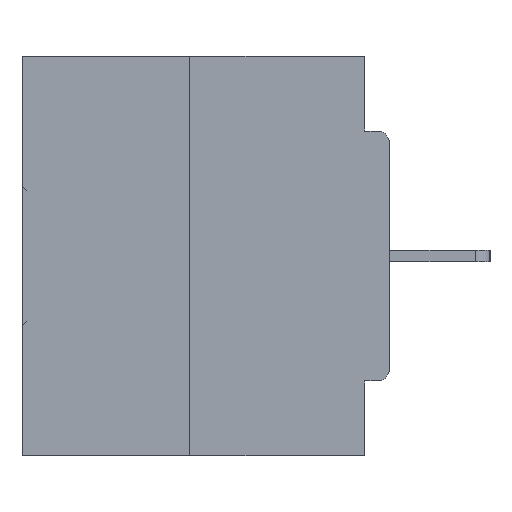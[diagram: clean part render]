
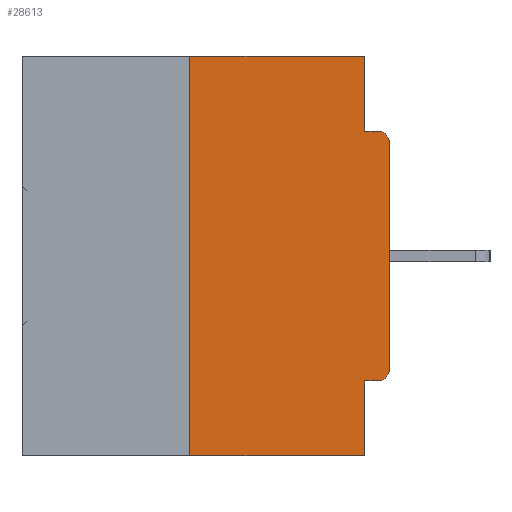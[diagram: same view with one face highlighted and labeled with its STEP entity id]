
A CAD part, left-side view. The second image highlights one B-rep face of the part: STEP entity #28613.
In plain terms, the highlighted planar face has unit normal (-1, 0, 0).
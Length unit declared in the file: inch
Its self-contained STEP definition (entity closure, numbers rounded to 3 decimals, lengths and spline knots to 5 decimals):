
#539 = FACE_OUTER_BOUND ( 'NONE', #12853, .T. ) ;
#711 = PLANE ( 'NONE',  #10062 ) ;
#1105 = DIRECTION ( 'NONE',  ( 0., 0., -1. ) ) ;
#1156 = CARTESIAN_POINT ( 'NONE',  ( 0., 0.015, -0.3915 ) ) ;
#1429 = CARTESIAN_POINT ( 'NONE',  ( 0., 0.031, -0.5 ) ) ;
#2800 = CARTESIAN_POINT ( 'NONE',  ( 0., 0., -0.4065 ) ) ;
#2941 = EDGE_CURVE ( 'NONE', #7839, #8091, #5286, .T. ) ;
#3004 = ORIENTED_EDGE ( 'NONE', *, *, #24479, .T. ) ;
#3096 = DIRECTION ( 'NONE',  ( 0., -1., 0. ) ) ;
#3280 = CARTESIAN_POINT ( 'NONE',  ( 0., 0.46, -0.5 ) ) ;
#4156 = CARTESIAN_POINT ( 'NONE',  ( 0., 0.015, -0.0935 ) ) ;
#5286 = LINE ( 'NONE', #8155, #31034 ) ;
#5452 = CARTESIAN_POINT ( 'NONE',  ( 0., 0.25, -0.5 ) ) ;
#6997 = VECTOR ( 'NONE', #27192, 39.37008 ) ;
#7614 = EDGE_CURVE ( 'NONE', #34333, #26048, #19272, .T. ) ;
#7638 = CIRCLE ( 'NONE', #29084, 0.015 ) ;
#7839 = VERTEX_POINT ( 'NONE', #5452 ) ;
#8091 = VERTEX_POINT ( 'NONE', #34021 ) ;
#8155 = CARTESIAN_POINT ( 'NONE',  ( 0., 0.25, 0. ) ) ;
#8629 = VECTOR ( 'NONE', #16421, 39.37008 ) ;
#8694 = EDGE_CURVE ( 'NONE', #32996, #29896, #7638, .T. ) ;
#10062 = AXIS2_PLACEMENT_3D ( 'NONE', #12416, #36404, #1105 ) ;
#10301 = ORIENTED_EDGE ( 'NONE', *, *, #34226, .T. ) ;
#12416 = CARTESIAN_POINT ( 'NONE',  ( 0., 0.46, 0. ) ) ;
#12605 = LINE ( 'NONE', #32755, #35991 ) ;
#12623 = CARTESIAN_POINT ( 'NONE',  ( 0., 0., -0.0935 ) ) ;
#12639 = CARTESIAN_POINT ( 'NONE',  ( 0., 0.015, -0.1085 ) ) ;
#12853 = EDGE_LOOP ( 'NONE', ( #36904, #18425, #3004, #20565, #29849, #10301, #27046, #32978, #18857, #16789 ) ) ;
#12986 = DIRECTION ( 'NONE',  ( 0., 0., 1. ) ) ;
#13690 = EDGE_CURVE ( 'NONE', #16420, #17091, #35522, .T. ) ;
#14230 = VECTOR ( 'NONE', #24381, 39.37008 ) ;
#16310 = CARTESIAN_POINT ( 'NONE',  ( 0., 0., -0.1085 ) ) ;
#16420 = VERTEX_POINT ( 'NONE', #36705 ) ;
#16421 = DIRECTION ( 'NONE',  ( 0., 0., -1. ) ) ;
#16789 = ORIENTED_EDGE ( 'NONE', *, *, #13690, .F. ) ;
#17091 = VERTEX_POINT ( 'NONE', #31756 ) ;
#17375 = AXIS2_PLACEMENT_3D ( 'NONE', #1156, #20955, #30887 ) ;
#18164 = VECTOR ( 'NONE', #23730, 39.37008 ) ;
#18425 = ORIENTED_EDGE ( 'NONE', *, *, #2941, .F. ) ;
#18730 = LINE ( 'NONE', #33894, #23043 ) ;
#18857 = ORIENTED_EDGE ( 'NONE', *, *, #34638, .F. ) ;
#19272 = LINE ( 'NONE', #1429, #8629 ) ;
#20501 = DIRECTION ( 'NONE',  ( -1., 0., 0. ) ) ;
#20565 = ORIENTED_EDGE ( 'NONE', *, *, #7614, .F. ) ;
#20569 = CARTESIAN_POINT ( 'NONE',  ( 0., 0., -0.3915 ) ) ;
#20955 = DIRECTION ( 'NONE',  ( -1., 0., 0. ) ) ;
#22954 = VECTOR ( 'NONE', #3096, 39.37008 ) ;
#23043 = VECTOR ( 'NONE', #33533, 39.37008 ) ;
#23730 = DIRECTION ( 'NONE',  ( 0., 1., 0. ) ) ;
#24159 = CIRCLE ( 'NONE', #17375, 0.015 ) ;
#24381 = DIRECTION ( 'NONE',  ( 0., 0., -1. ) ) ;
#24479 = EDGE_CURVE ( 'NONE', #7839, #26048, #32470, .T. ) ;
#25883 = VERTEX_POINT ( 'NONE', #35262 ) ;
#26048 = VERTEX_POINT ( 'NONE', #26990 ) ;
#26117 = EDGE_CURVE ( 'NONE', #8091, #16420, #18730, .T. ) ;
#26990 = CARTESIAN_POINT ( 'NONE',  ( 0., 0.031, -0.5 ) ) ;
#27046 = ORIENTED_EDGE ( 'NONE', *, *, #31268, .T. ) ;
#27192 = DIRECTION ( 'NONE',  ( 0., -1., 0. ) ) ;
#28613 = ADVANCED_FACE ( 'NONE', ( #539 ), #711, .F. ) ;
#28872 = DIRECTION ( 'NONE',  ( 0., 0., 1. ) ) ;
#29084 = AXIS2_PLACEMENT_3D ( 'NONE', #12639, #20501, #35500 ) ;
#29095 = LINE ( 'NONE', #2800, #18164 ) ;
#29849 = ORIENTED_EDGE ( 'NONE', *, *, #36186, .F. ) ;
#29896 = VERTEX_POINT ( 'NONE', #4156 ) ;
#30271 = LINE ( 'NONE', #12623, #6997 ) ;
#30594 = VERTEX_POINT ( 'NONE', #20569 ) ;
#30887 = DIRECTION ( 'NONE',  ( 0., 0., -1. ) ) ;
#31034 = VECTOR ( 'NONE', #28872, 39.37008 ) ;
#31268 = EDGE_CURVE ( 'NONE', #30594, #32996, #12605, .T. ) ;
#31756 = CARTESIAN_POINT ( 'NONE',  ( 0., 0.031, -0.0935 ) ) ;
#31840 = CARTESIAN_POINT ( 'NONE',  ( 0., 0.031, -0.4065 ) ) ;
#32470 = LINE ( 'NONE', #3280, #22954 ) ;
#32613 = CARTESIAN_POINT ( 'NONE',  ( 0., 0.031, 0. ) ) ;
#32755 = CARTESIAN_POINT ( 'NONE',  ( 0., 0., 0. ) ) ;
#32978 = ORIENTED_EDGE ( 'NONE', *, *, #8694, .T. ) ;
#32996 = VERTEX_POINT ( 'NONE', #16310 ) ;
#33533 = DIRECTION ( 'NONE',  ( 0., -1., 0. ) ) ;
#33894 = CARTESIAN_POINT ( 'NONE',  ( 0., 0.46, 0. ) ) ;
#34021 = CARTESIAN_POINT ( 'NONE',  ( 0., 0.25, 0. ) ) ;
#34226 = EDGE_CURVE ( 'NONE', #25883, #30594, #24159, .T. ) ;
#34333 = VERTEX_POINT ( 'NONE', #31840 ) ;
#34638 = EDGE_CURVE ( 'NONE', #17091, #29896, #30271, .T. ) ;
#35262 = CARTESIAN_POINT ( 'NONE',  ( 0., 0.015, -0.4065 ) ) ;
#35500 = DIRECTION ( 'NONE',  ( 0., 0., -1. ) ) ;
#35522 = LINE ( 'NONE', #32613, #14230 ) ;
#35991 = VECTOR ( 'NONE', #12986, 39.37008 ) ;
#36186 = EDGE_CURVE ( 'NONE', #25883, #34333, #29095, .T. ) ;
#36404 = DIRECTION ( 'NONE',  ( 1., 0., 0. ) ) ;
#36705 = CARTESIAN_POINT ( 'NONE',  ( 0., 0.031, 0. ) ) ;
#36904 = ORIENTED_EDGE ( 'NONE', *, *, #26117, .F. ) ;
